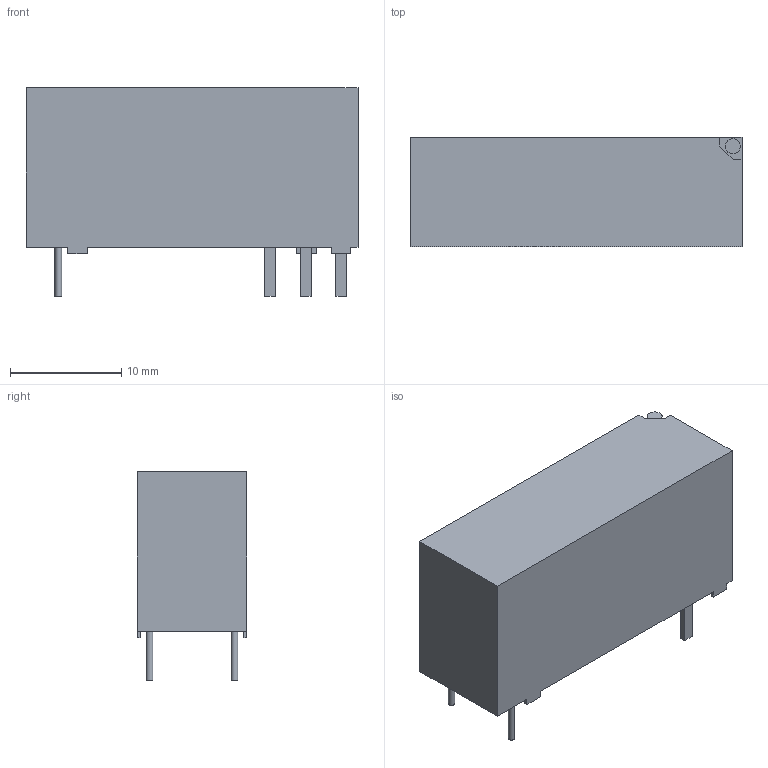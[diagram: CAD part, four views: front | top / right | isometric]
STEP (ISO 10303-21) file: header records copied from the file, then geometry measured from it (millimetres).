
FILE_DESCRIPTION(/* description */ (''),/* implementation_level */ '2;1');
FILE_NAME(/* name */ 'REL_TYCO-SCHRACK_MSR_FORM-C.stp',/* time_stamp */ '2016-10-21T16:58:19+02:00',/* author */ ('riccim'),/* organization */ ('Tyco Electronics Corporation'),/* preprocessor_version */ 'ST-DEVELOPER v15.5',/* originating_system */ 'AutoCAD Mechanical',/* authorisation */ '');
FILE_SCHEMA (('AUTOMOTIVE_DESIGN { 1 0 10303 214 3 1 1 }'));
Length unit declared in the file: millimetre
Products named in the file (1): Product
Bounding box: 29.8 x 9.82 x 18.7 mm (x, y, z)
Volume: 4192 mm3; surface area: 1793.7 mm2
Topology: 6 solids, 6 shells, 52 faces, 117 edges, 78 vertices
Faces by surface type: plane 49, cylinder 3
Full cylindrical faces by diameter (mm): 0.6 x2, 1.35 x1
Entity records: 1446 total; most frequent: CARTESIAN_POINT 245, ORIENTED_EDGE 228, DIRECTION 226, EDGE_CURVE 114, LINE 108, VECTOR 108, VERTEX_POINT 78, AXIS2_PLACEMENT_3D 59
